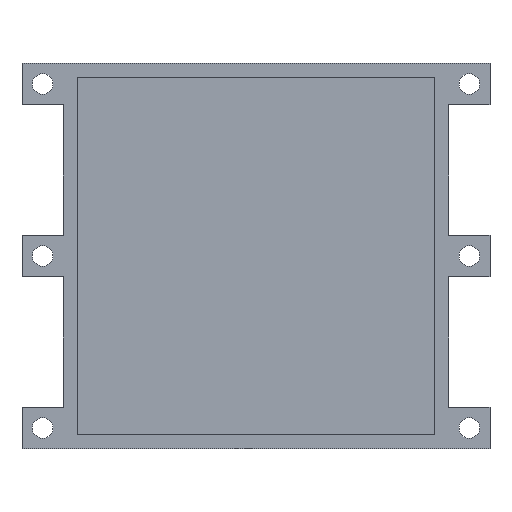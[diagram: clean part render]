
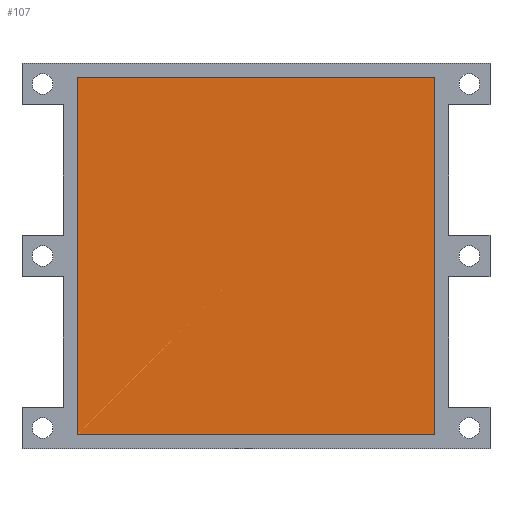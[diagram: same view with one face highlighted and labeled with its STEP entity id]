
A CAD part, front view. The second image highlights one B-rep face of the part: STEP entity #107.
In plain terms, the highlighted planar face has unit normal (0, -1, 0).
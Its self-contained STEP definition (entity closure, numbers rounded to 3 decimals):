
#26 = DIRECTION ( 'NONE',  ( 0., 0., -1. ) ) ;
#68 = EDGE_CURVE ( 'NONE', #700, #90, #809, .T. ) ;
#90 = VERTEX_POINT ( 'NONE', #1168 ) ;
#105 = AXIS2_PLACEMENT_3D ( 'NONE', #1059, #707, #26 ) ;
#107 = ADVANCED_FACE ( 'NONE', ( #1209 ), #368, .T. ) ;
#173 = CARTESIAN_POINT ( 'NONE',  ( 26., 9., 26. ) ) ;
#328 = LINE ( 'NONE', #1321, #1284 ) ;
#338 = ORIENTED_EDGE ( 'NONE', *, *, #633, .F. ) ;
#368 = PLANE ( 'NONE',  #105 ) ;
#446 = CARTESIAN_POINT ( 'NONE',  ( 26., 9., 26. ) ) ;
#452 = ORIENTED_EDGE ( 'NONE', *, *, #854, .T. ) ;
#474 = DIRECTION ( 'NONE',  ( -1., 0., 0. ) ) ;
#483 = LINE ( 'NONE', #446, #813 ) ;
#484 = ORIENTED_EDGE ( 'NONE', *, *, #1016, .T. ) ;
#490 = ORIENTED_EDGE ( 'NONE', *, *, #68, .F. ) ;
#507 = EDGE_LOOP ( 'NONE', ( #490, #452, #484, #338 ) ) ;
#633 = EDGE_CURVE ( 'NONE', #90, #1174, #328, .T. ) ;
#700 = VERTEX_POINT ( 'NONE', #1079 ) ;
#707 = DIRECTION ( 'NONE',  ( 0., -1., 0. ) ) ;
#734 = VERTEX_POINT ( 'NONE', #173 ) ;
#738 = VECTOR ( 'NONE', #1169, 1000. ) ;
#753 = CARTESIAN_POINT ( 'NONE',  ( -26., 9., 26. ) ) ;
#809 = LINE ( 'NONE', #1188, #1190 ) ;
#813 = VECTOR ( 'NONE', #1025, 1000. ) ;
#823 = LINE ( 'NONE', #1470, #738 ) ;
#854 = EDGE_CURVE ( 'NONE', #700, #734, #483, .T. ) ;
#1016 = EDGE_CURVE ( 'NONE', #734, #1174, #823, .T. ) ;
#1025 = DIRECTION ( 'NONE',  ( 0., 0., 1. ) ) ;
#1059 = CARTESIAN_POINT ( 'NONE',  ( -28., 9., 28. ) ) ;
#1079 = CARTESIAN_POINT ( 'NONE',  ( 26., 9., -26. ) ) ;
#1168 = CARTESIAN_POINT ( 'NONE',  ( -26., 9., -26. ) ) ;
#1169 = DIRECTION ( 'NONE',  ( -1., 0., 0. ) ) ;
#1174 = VERTEX_POINT ( 'NONE', #753 ) ;
#1188 = CARTESIAN_POINT ( 'NONE',  ( -26., 9., -26. ) ) ;
#1190 = VECTOR ( 'NONE', #474, 1000. ) ;
#1193 = DIRECTION ( 'NONE',  ( 0., 0., 1. ) ) ;
#1209 = FACE_OUTER_BOUND ( 'NONE', #507, .T. ) ;
#1284 = VECTOR ( 'NONE', #1193, 1000. ) ;
#1321 = CARTESIAN_POINT ( 'NONE',  ( -26., 9., 26. ) ) ;
#1470 = CARTESIAN_POINT ( 'NONE',  ( -26., 9., 26. ) ) ;
